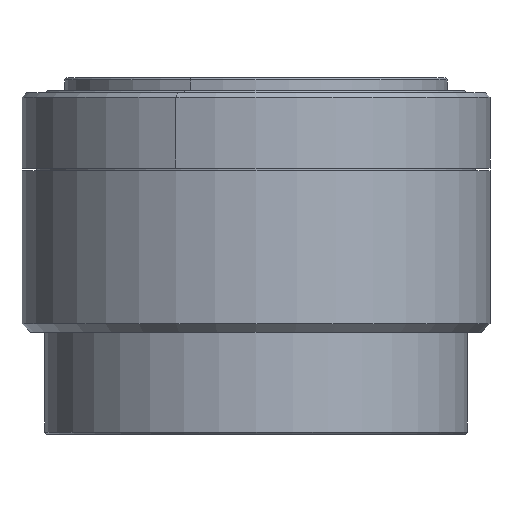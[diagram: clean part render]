
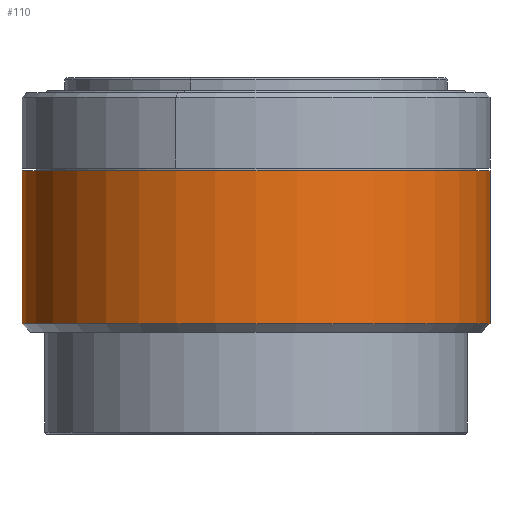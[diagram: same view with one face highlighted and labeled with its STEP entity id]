
A CAD part, front view. The second image highlights one B-rep face of the part: STEP entity #110.
In plain terms, the highlighted cylindrical face has radius 55.05 mm (diameter 110.1 mm), a partial arc.
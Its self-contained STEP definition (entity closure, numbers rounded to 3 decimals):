
#110 = ADVANCED_FACE ( 'NONE', ( #2704 ), #5453, .T. ) ;
#249 = CARTESIAN_POINT ( 'NONE',  ( -55.05, 0., -207.705 ) ) ;
#348 = CARTESIAN_POINT ( 'NONE',  ( 0., 0., -207.705 ) ) ;
#918 = VERTEX_POINT ( 'NONE', #2325 ) ;
#1651 = EDGE_CURVE ( 'NONE', #918, #1937, #2951, .T. ) ;
#1791 = AXIS2_PLACEMENT_3D ( 'NONE', #348, #5276, #3639 ) ;
#1817 = DIRECTION ( 'NONE',  ( 0., 0., 1. ) ) ;
#1937 = VERTEX_POINT ( 'NONE', #4082 ) ;
#2242 = EDGE_CURVE ( 'NONE', #4419, #1937, #2588, .T. ) ;
#2325 = CARTESIAN_POINT ( 'NONE',  ( -55.05, 0., 10. ) ) ;
#2588 = LINE ( 'NONE', #6879, #6804 ) ;
#2704 = FACE_OUTER_BOUND ( 'NONE', #6102, .T. ) ;
#2768 = DIRECTION ( 'NONE',  ( 0., 0., 1. ) ) ;
#2951 = CIRCLE ( 'NONE', #4665, 55.05 ) ;
#2973 = DIRECTION ( 'NONE',  ( 0., 0., 1. ) ) ;
#3223 = ORIENTED_EDGE ( 'NONE', *, *, #5300, .F. ) ;
#3639 = DIRECTION ( 'NONE',  ( 1., 0., 0. ) ) ;
#3758 = CARTESIAN_POINT ( 'NONE',  ( -55.05, 0., -26. ) ) ;
#3818 = EDGE_CURVE ( 'NONE', #4985, #4419, #5484, .T. ) ;
#3942 = ORIENTED_EDGE ( 'NONE', *, *, #3818, .T. ) ;
#4082 = CARTESIAN_POINT ( 'NONE',  ( 55.05, 0., 10. ) ) ;
#4121 = VECTOR ( 'NONE', #2973, 1000. ) ;
#4292 = LINE ( 'NONE', #249, #4121 ) ;
#4419 = VERTEX_POINT ( 'NONE', #6676 ) ;
#4665 = AXIS2_PLACEMENT_3D ( 'NONE', #5100, #1817, #5642 ) ;
#4985 = VERTEX_POINT ( 'NONE', #3758 ) ;
#5100 = CARTESIAN_POINT ( 'NONE',  ( 0., 0., 10. ) ) ;
#5251 = DIRECTION ( 'NONE',  ( 0., 0., 1. ) ) ;
#5276 = DIRECTION ( 'NONE',  ( 0., 0., 1. ) ) ;
#5300 = EDGE_CURVE ( 'NONE', #4985, #918, #4292, .T. ) ;
#5453 = CYLINDRICAL_SURFACE ( 'NONE', #1791, 55.05 ) ;
#5484 = CIRCLE ( 'NONE', #6278, 55.05 ) ;
#5491 = ORIENTED_EDGE ( 'NONE', *, *, #2242, .T. ) ;
#5642 = DIRECTION ( 'NONE',  ( 1., 0., 0. ) ) ;
#5895 = ORIENTED_EDGE ( 'NONE', *, *, #1651, .F. ) ;
#6050 = CARTESIAN_POINT ( 'NONE',  ( 0., 0., -26. ) ) ;
#6102 = EDGE_LOOP ( 'NONE', ( #3223, #3942, #5491, #5895 ) ) ;
#6278 = AXIS2_PLACEMENT_3D ( 'NONE', #6050, #2768, #6611 ) ;
#6611 = DIRECTION ( 'NONE',  ( 1., 0., 0. ) ) ;
#6676 = CARTESIAN_POINT ( 'NONE',  ( 55.05, 0., -26. ) ) ;
#6804 = VECTOR ( 'NONE', #5251, 1000. ) ;
#6879 = CARTESIAN_POINT ( 'NONE',  ( 55.05, 0., -207.705 ) ) ;
